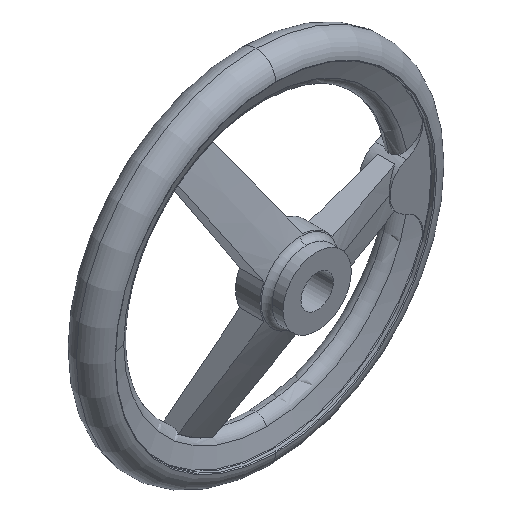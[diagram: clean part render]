
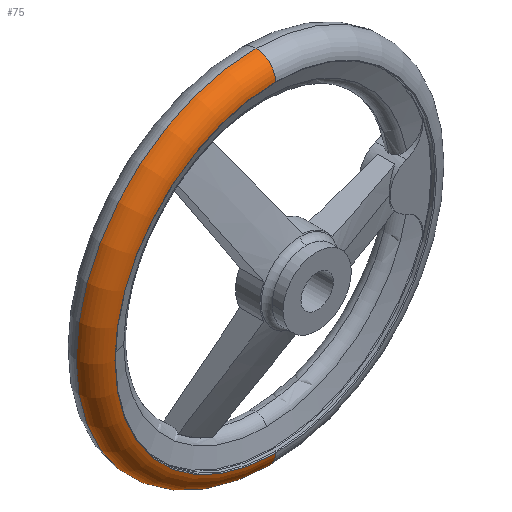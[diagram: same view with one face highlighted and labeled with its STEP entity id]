
A CAD part, isometric view. The second image highlights one B-rep face of the part: STEP entity #75.
In plain terms, the highlighted toroidal (fillet/blend) face has major radius 89 mm and minor radius 11 mm.
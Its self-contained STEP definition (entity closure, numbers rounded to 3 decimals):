
#75 = ADVANCED_FACE( '', ( #138 ), #139, .T. );
#138 = FACE_OUTER_BOUND( '', #265, .T. );
#139 = TOROIDAL_SURFACE( '', #266, 89., 11. );
#265 = EDGE_LOOP( '', ( #392, #393, #394, #395 ) );
#266 = AXIS2_PLACEMENT_3D( '', #396, #397, #398 );
#392 = ORIENTED_EDGE( '', *, *, #956, .F. );
#393 = ORIENTED_EDGE( '', *, *, #957, .T. );
#394 = ORIENTED_EDGE( '', *, *, #958, .T. );
#395 = ORIENTED_EDGE( '', *, *, #959, .T. );
#396 = CARTESIAN_POINT( '', ( 0., 34., 0. ) );
#397 = DIRECTION( '', ( 0., 1., 0. ) );
#398 = DIRECTION( '', ( 0., 0., 1. ) );
#956 = EDGE_CURVE( '', #1145, #1146, #1147, .T. );
#957 = EDGE_CURVE( '', #1145, #1148, #1149, .T. );
#958 = EDGE_CURVE( '', #1148, #1150, #1151, .T. );
#959 = EDGE_CURVE( '', #1150, #1146, #1152, .T. );
#1145 = VERTEX_POINT( '', #1458 );
#1146 = VERTEX_POINT( '', #1459 );
#1147 = CIRCLE( '', #1460, 100. );
#1148 = VERTEX_POINT( '', #1461 );
#1149 = CIRCLE( '', #1462, 11. );
#1150 = VERTEX_POINT( '', #1463 );
#1151 = CIRCLE( '', #1464, 89.458 );
#1152 = CIRCLE( '', #1465, 11. );
#1458 = CARTESIAN_POINT( '', ( 0., 34., -100. ) );
#1459 = CARTESIAN_POINT( '', ( 0., 34., 100. ) );
#1460 = AXIS2_PLACEMENT_3D( '', #2681, #2682, #2683 );
#1461 = CARTESIAN_POINT( '', ( 0., 23.01, -89.458 ) );
#1462 = AXIS2_PLACEMENT_3D( '', #2684, #2685, #2686 );
#1463 = CARTESIAN_POINT( '', ( 0., 23.01, 89.458 ) );
#1464 = AXIS2_PLACEMENT_3D( '', #2687, #2688, #2689 );
#1465 = AXIS2_PLACEMENT_3D( '', #2690, #2691, #2692 );
#2681 = CARTESIAN_POINT( '', ( 0., 34., 0. ) );
#2682 = DIRECTION( '', ( 0., 1., 0. ) );
#2683 = DIRECTION( '', ( 0., 0., 1. ) );
#2684 = CARTESIAN_POINT( '', ( 0., 34., -89. ) );
#2685 = DIRECTION( '', ( -1., 0., 0. ) );
#2686 = DIRECTION( '', ( 0., 0., -1. ) );
#2687 = CARTESIAN_POINT( '', ( 0., 23.01, 0. ) );
#2688 = DIRECTION( '', ( 0., 1., 0. ) );
#2689 = DIRECTION( '', ( 1., 0., 0. ) );
#2690 = CARTESIAN_POINT( '', ( 0., 34., 89. ) );
#2691 = DIRECTION( '', ( -1., 0., 0. ) );
#2692 = DIRECTION( '', ( 0., 0., 1. ) );
